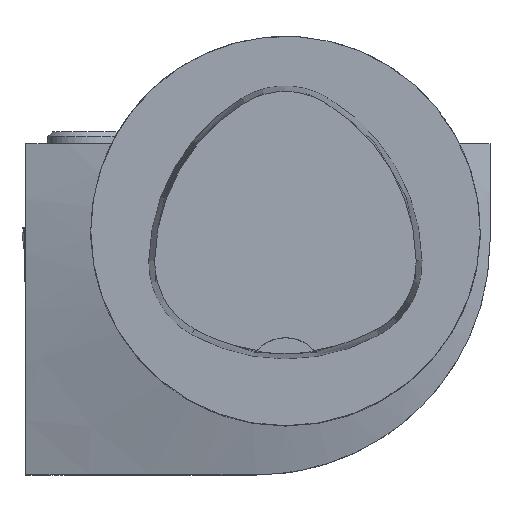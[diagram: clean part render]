
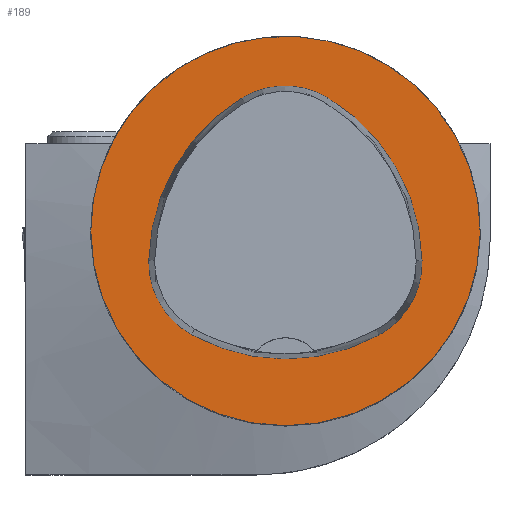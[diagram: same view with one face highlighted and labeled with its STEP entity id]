
A CAD part, top view. The second image highlights one B-rep face of the part: STEP entity #189.
In plain terms, the highlighted planar face has unit normal (0, 0, 1).
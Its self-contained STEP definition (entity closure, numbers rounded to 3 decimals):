
#96=FACE_BOUND('',#391,.T.);
#97=FACE_BOUND('',#392,.T.);
#189=ADVANCED_FACE('',(#96,#97),#246,.T.);
#246=PLANE('',#1604);
#391=EDGE_LOOP('',(#761,#762,#763,#764,#765,#766));
#392=EDGE_LOOP('',(#767));
#446=CIRCLE('',#1571,20.);
#447=CIRCLE('',#1582,20.);
#449=CIRCLE('',#1585,8.5);
#451=CIRCLE('',#1588,20.);
#453=CIRCLE('',#1591,8.5);
#457=CIRCLE('',#1596,20.);
#459=CIRCLE('',#1599,8.5);
#761=ORIENTED_EDGE('',*,*,#1171,.T.);
#762=ORIENTED_EDGE('',*,*,#1151,.T.);
#763=ORIENTED_EDGE('',*,*,#1155,.T.);
#764=ORIENTED_EDGE('',*,*,#1158,.T.);
#765=ORIENTED_EDGE('',*,*,#1161,.T.);
#766=ORIENTED_EDGE('',*,*,#1169,.T.);
#767=ORIENTED_EDGE('',*,*,#1131,.F.);
#966=VERTEX_POINT('',#2394);
#985=VERTEX_POINT('',#2454);
#986=VERTEX_POINT('',#2455);
#989=VERTEX_POINT('',#2463);
#991=VERTEX_POINT('',#2469);
#993=VERTEX_POINT('',#2475);
#1000=VERTEX_POINT('',#2496);
#1131=EDGE_CURVE('',#966,#966,#446,.T.);
#1151=EDGE_CURVE('',#985,#986,#447,.T.);
#1155=EDGE_CURVE('',#986,#989,#449,.T.);
#1158=EDGE_CURVE('',#989,#991,#451,.T.);
#1161=EDGE_CURVE('',#991,#993,#453,.T.);
#1169=EDGE_CURVE('',#993,#1000,#457,.T.);
#1171=EDGE_CURVE('',#1000,#985,#459,.T.);
#1571=AXIS2_PLACEMENT_3D('',#2393,#1875,#1876);
#1582=AXIS2_PLACEMENT_3D('',#2453,#1905,#1906);
#1585=AXIS2_PLACEMENT_3D('',#2462,#1913,#1914);
#1588=AXIS2_PLACEMENT_3D('',#2468,#1920,#1921);
#1591=AXIS2_PLACEMENT_3D('',#2474,#1927,#1928);
#1596=AXIS2_PLACEMENT_3D('',#2497,#1939,#1940);
#1599=AXIS2_PLACEMENT_3D('',#2500,#1945,#1946);
#1604=AXIS2_PLACEMENT_3D('',#2505,#1955,#1956);
#1875=DIRECTION('',(0.,0.,-1.));
#1876=DIRECTION('',(-1.,0.,0.));
#1905=DIRECTION('',(0.,0.,-1.));
#1906=DIRECTION('',(-1.,0.,0.));
#1913=DIRECTION('',(0.,0.,-1.));
#1914=DIRECTION('',(-1.,0.,0.));
#1920=DIRECTION('',(0.,0.,-1.));
#1921=DIRECTION('',(-1.,0.,0.));
#1927=DIRECTION('',(0.,0.,-1.));
#1928=DIRECTION('',(-1.,0.,0.));
#1939=DIRECTION('',(0.,0.,-1.));
#1940=DIRECTION('',(-1.,0.,0.));
#1945=DIRECTION('',(0.,0.,-1.));
#1946=DIRECTION('',(-1.,0.,0.));
#1955=DIRECTION('',(0.,0.,1.));
#1956=DIRECTION('',(1.,0.,0.));
#2393=CARTESIAN_POINT('',(0.,0.,0.));
#2394=CARTESIAN_POINT('',(-20.,0.,0.));
#2453=CARTESIAN_POINT('',(5.955,-3.414,0.));
#2454=CARTESIAN_POINT('',(-14.041,-3.042,0.));
#2455=CARTESIAN_POINT('',(-4.472,13.653,0.));
#2462=CARTESIAN_POINT('',(-0.04,6.4,0.));
#2463=CARTESIAN_POINT('',(4.347,13.68,0.));
#2468=CARTESIAN_POINT('',(-5.976,-3.45,0.));
#2469=CARTESIAN_POINT('',(14.021,-3.075,0.));
#2474=CARTESIAN_POINT('',(5.522,-3.235,0.));
#2475=CARTESIAN_POINT('',(9.588,-10.699,0.));
#2496=CARTESIAN_POINT('',(-9.655,-10.639,0.));
#2497=CARTESIAN_POINT('',(0.022,6.864,0.));
#2500=CARTESIAN_POINT('',(-5.543,-3.2,0.));
#2505=CARTESIAN_POINT('',(0.,0.,0.));
